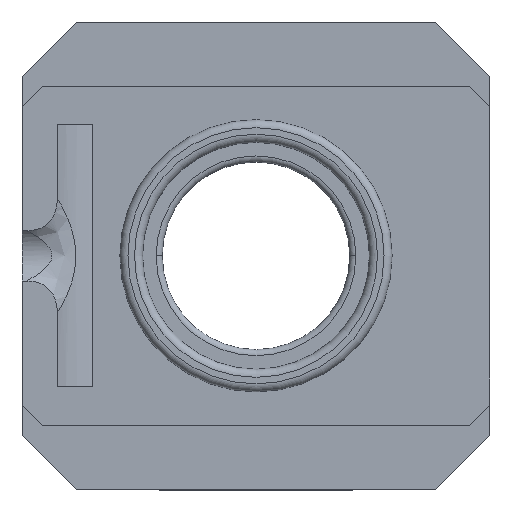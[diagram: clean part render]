
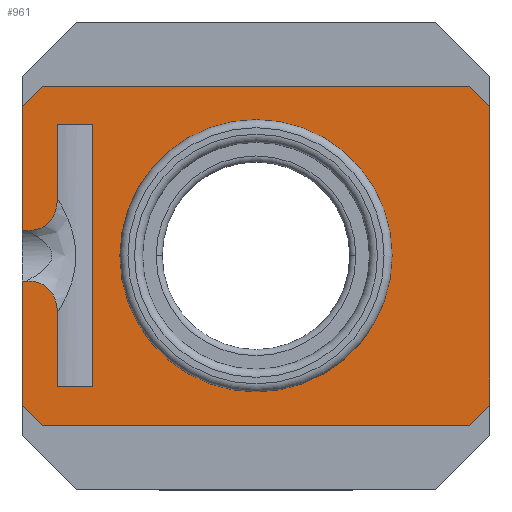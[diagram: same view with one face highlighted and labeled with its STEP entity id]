
A CAD part, top view. The second image highlights one B-rep face of the part: STEP entity #961.
In plain terms, the highlighted planar face has unit normal (0, 0, 1).
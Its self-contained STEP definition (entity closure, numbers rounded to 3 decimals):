
#386 = VERTEX_POINT('',#387);
#387 = CARTESIAN_POINT('',(11.6,7.4,0.));
#393 = EDGE_CURVE('',#386,#394,#396,.T.);
#394 = VERTEX_POINT('',#395);
#395 = CARTESIAN_POINT('',(11.6,-7.4,0.));
#396 = LINE('',#397,#398);
#397 = CARTESIAN_POINT('',(11.6,0.,0.));
#398 = VECTOR('',#399,1.);
#399 = DIRECTION('',(0.,-1.,0.));
#657 = VERTEX_POINT('',#658);
#658 = CARTESIAN_POINT('',(-11.6,-7.4,0.));
#664 = EDGE_CURVE('',#665,#657,#667,.T.);
#665 = VERTEX_POINT('',#666);
#666 = CARTESIAN_POINT('',(-11.6,-1.25,0.));
#667 = LINE('',#668,#669);
#668 = CARTESIAN_POINT('',(-11.6,0.,0.));
#669 = VECTOR('',#670,1.);
#670 = DIRECTION('',(0.,-1.,0.));
#682 = VERTEX_POINT('',#683);
#683 = CARTESIAN_POINT('',(-11.6,1.25,0.));
#690 = EDGE_CURVE('',#682,#691,#693,.T.);
#691 = VERTEX_POINT('',#692);
#692 = CARTESIAN_POINT('',(-11.6,7.4,0.));
#693 = LINE('',#694,#695);
#694 = CARTESIAN_POINT('',(-11.6,0.,0.));
#695 = VECTOR('',#696,1.);
#696 = DIRECTION('',(0.,1.,0.));
#941 = EDGE_CURVE('',#942,#386,#944,.T.);
#942 = VERTEX_POINT('',#943);
#943 = CARTESIAN_POINT('',(10.6,8.4,0.));
#944 = LINE('',#945,#946);
#945 = CARTESIAN_POINT('',(9.745,9.255,0.));
#946 = VECTOR('',#947,1.);
#947 = DIRECTION('',(0.707,-0.707,0.));
#961 = ADVANCED_FACE('',(#962,#1120),#1131,.T.);
#962 = FACE_BOUND('',#963,.T.);
#963 = EDGE_LOOP('',(#964,#965,#973,#981,#987,#988,#989,#997,#1003,#1004
    ,#1012,#1043,#1051,#1059,#1067,#1075,#1083,#1114));
#964 = ORIENTED_EDGE('',*,*,#664,.T.);
#965 = ORIENTED_EDGE('',*,*,#966,.F.);
#966 = EDGE_CURVE('',#967,#657,#969,.T.);
#967 = VERTEX_POINT('',#968);
#968 = CARTESIAN_POINT('',(-10.6,-8.4,0.));
#969 = LINE('',#970,#971);
#970 = CARTESIAN_POINT('',(-10.855,-8.145,0.));
#971 = VECTOR('',#972,1.);
#972 = DIRECTION('',(-0.707,0.707,0.));
#973 = ORIENTED_EDGE('',*,*,#974,.T.);
#974 = EDGE_CURVE('',#967,#975,#977,.T.);
#975 = VERTEX_POINT('',#976);
#976 = CARTESIAN_POINT('',(10.6,-8.4,0.));
#977 = LINE('',#978,#979);
#978 = CARTESIAN_POINT('',(-11.6,-8.4,0.));
#979 = VECTOR('',#980,1.);
#980 = DIRECTION('',(1.,0.,0.));
#981 = ORIENTED_EDGE('',*,*,#982,.T.);
#982 = EDGE_CURVE('',#975,#394,#983,.T.);
#983 = LINE('',#984,#985);
#984 = CARTESIAN_POINT('',(9.745,-9.255,0.));
#985 = VECTOR('',#986,1.);
#986 = DIRECTION('',(0.707,0.707,0.));
#987 = ORIENTED_EDGE('',*,*,#393,.F.);
#988 = ORIENTED_EDGE('',*,*,#941,.F.);
#989 = ORIENTED_EDGE('',*,*,#990,.F.);
#990 = EDGE_CURVE('',#991,#942,#993,.T.);
#991 = VERTEX_POINT('',#992);
#992 = CARTESIAN_POINT('',(-10.6,8.4,0.));
#993 = LINE('',#994,#995);
#994 = CARTESIAN_POINT('',(-11.6,8.4,0.));
#995 = VECTOR('',#996,1.);
#996 = DIRECTION('',(1.,0.,0.));
#997 = ORIENTED_EDGE('',*,*,#998,.T.);
#998 = EDGE_CURVE('',#991,#691,#999,.T.);
#999 = LINE('',#1000,#1001);
#1000 = CARTESIAN_POINT('',(-10.855,8.145,0.));
#1001 = VECTOR('',#1002,1.);
#1002 = DIRECTION('',(-0.707,-0.707,0.));
#1003 = ORIENTED_EDGE('',*,*,#690,.F.);
#1004 = ORIENTED_EDGE('',*,*,#1005,.F.);
#1005 = EDGE_CURVE('',#1006,#682,#1008,.T.);
#1006 = VERTEX_POINT('',#1007);
#1007 = CARTESIAN_POINT('',(-11.372,1.25,0.));
#1008 = LINE('',#1009,#1010);
#1009 = CARTESIAN_POINT('',(-8.5,1.25,0.));
#1010 = VECTOR('',#1011,1.);
#1011 = DIRECTION('',(-1.,0.,0.));
#1012 = ORIENTED_EDGE('',*,*,#1013,.F.);
#1013 = EDGE_CURVE('',#1014,#1006,#1016,.T.);
#1014 = VERTEX_POINT('',#1015);
#1015 = CARTESIAN_POINT('',(-9.85,2.828,0.));
#1016 = B_SPLINE_CURVE_WITH_KNOTS('',7,(#1017,#1018,#1019,#1020,#1021,
    #1022,#1023,#1024,#1025,#1026,#1027,#1028,#1029,#1030,#1031,#1032,
    #1033,#1034,#1035,#1036,#1037,#1038,#1039,#1040,#1041,#1042),
  .UNSPECIFIED.,.F.,.F.,(8,6,6,6,8),(0.,0.363,0.73,
    0.91,1.),.UNSPECIFIED.);
#1017 = CARTESIAN_POINT('',(-9.85,2.828,0.));
#1018 = CARTESIAN_POINT('',(-9.85,2.692,0.));
#1019 = CARTESIAN_POINT('',(-9.859,2.557,0.));
#1020 = CARTESIAN_POINT('',(-9.878,2.424,0.));
#1021 = CARTESIAN_POINT('',(-9.907,2.296,0.));
#1022 = CARTESIAN_POINT('',(-9.946,2.173,0.));
#1023 = CARTESIAN_POINT('',(-9.994,2.056,0.));
#1024 = CARTESIAN_POINT('',(-10.11,1.838,0.));
#1025 = CARTESIAN_POINT('',(-10.178,1.736,0.));
#1026 = CARTESIAN_POINT('',(-10.256,1.644,0.));
#1027 = CARTESIAN_POINT('',(-10.344,1.561,0.));
#1028 = CARTESIAN_POINT('',(-10.441,1.489,0.));
#1029 = CARTESIAN_POINT('',(-10.549,1.427,0.));
#1030 = CARTESIAN_POINT('',(-10.725,1.353,0.));
#1031 = CARTESIAN_POINT('',(-10.785,1.331,0.));
#1032 = CARTESIAN_POINT('',(-10.847,1.312,0.));
#1033 = CARTESIAN_POINT('',(-10.912,1.296,0.));
#1034 = CARTESIAN_POINT('',(-10.979,1.282,0.));
#1035 = CARTESIAN_POINT('',(-11.048,1.272,0.));
#1036 = CARTESIAN_POINT('',(-11.153,1.26,0.));
#1037 = CARTESIAN_POINT('',(-11.189,1.257,0.));
#1038 = CARTESIAN_POINT('',(-11.225,1.254,0.));
#1039 = CARTESIAN_POINT('',(-11.261,1.252,0.));
#1040 = CARTESIAN_POINT('',(-11.298,1.251,0.));
#1041 = CARTESIAN_POINT('',(-11.335,1.25,0.));
#1042 = CARTESIAN_POINT('',(-11.372,1.25,0.));
#1043 = ORIENTED_EDGE('',*,*,#1044,.T.);
#1044 = EDGE_CURVE('',#1014,#1045,#1047,.T.);
#1045 = VERTEX_POINT('',#1046);
#1046 = CARTESIAN_POINT('',(-9.85,6.5,0.));
#1047 = LINE('',#1048,#1049);
#1048 = CARTESIAN_POINT('',(-9.85,-6.5,0.));
#1049 = VECTOR('',#1050,1.);
#1050 = DIRECTION('',(0.,1.,0.));
#1051 = ORIENTED_EDGE('',*,*,#1052,.T.);
#1052 = EDGE_CURVE('',#1045,#1053,#1055,.T.);
#1053 = VERTEX_POINT('',#1054);
#1054 = CARTESIAN_POINT('',(-8.1,6.5,0.));
#1055 = LINE('',#1056,#1057);
#1056 = CARTESIAN_POINT('',(-9.85,6.5,0.));
#1057 = VECTOR('',#1058,1.);
#1058 = DIRECTION('',(1.,0.,0.));
#1059 = ORIENTED_EDGE('',*,*,#1060,.F.);
#1060 = EDGE_CURVE('',#1061,#1053,#1063,.T.);
#1061 = VERTEX_POINT('',#1062);
#1062 = CARTESIAN_POINT('',(-8.1,-6.5,0.));
#1063 = LINE('',#1064,#1065);
#1064 = CARTESIAN_POINT('',(-8.1,-6.5,0.));
#1065 = VECTOR('',#1066,1.);
#1066 = DIRECTION('',(0.,1.,0.));
#1067 = ORIENTED_EDGE('',*,*,#1068,.F.);
#1068 = EDGE_CURVE('',#1069,#1061,#1071,.T.);
#1069 = VERTEX_POINT('',#1070);
#1070 = CARTESIAN_POINT('',(-9.85,-6.5,0.));
#1071 = LINE('',#1072,#1073);
#1072 = CARTESIAN_POINT('',(-9.85,-6.5,0.));
#1073 = VECTOR('',#1074,1.);
#1074 = DIRECTION('',(1.,0.,0.));
#1075 = ORIENTED_EDGE('',*,*,#1076,.T.);
#1076 = EDGE_CURVE('',#1069,#1077,#1079,.T.);
#1077 = VERTEX_POINT('',#1078);
#1078 = CARTESIAN_POINT('',(-9.85,-2.828,0.));
#1079 = LINE('',#1080,#1081);
#1080 = CARTESIAN_POINT('',(-9.85,-6.5,0.));
#1081 = VECTOR('',#1082,1.);
#1082 = DIRECTION('',(0.,1.,0.));
#1083 = ORIENTED_EDGE('',*,*,#1084,.T.);
#1084 = EDGE_CURVE('',#1077,#1085,#1087,.T.);
#1085 = VERTEX_POINT('',#1086);
#1086 = CARTESIAN_POINT('',(-11.372,-1.25,0.));
#1087 = B_SPLINE_CURVE_WITH_KNOTS('',7,(#1088,#1089,#1090,#1091,#1092,
    #1093,#1094,#1095,#1096,#1097,#1098,#1099,#1100,#1101,#1102,#1103,
    #1104,#1105,#1106,#1107,#1108,#1109,#1110,#1111,#1112,#1113),
  .UNSPECIFIED.,.F.,.F.,(8,6,6,6,8),(0.,0.363,0.73,
    0.91,1.),.UNSPECIFIED.);
#1088 = CARTESIAN_POINT('',(-9.85,-2.828,0.));
#1089 = CARTESIAN_POINT('',(-9.85,-2.692,0.));
#1090 = CARTESIAN_POINT('',(-9.859,-2.557,0.));
#1091 = CARTESIAN_POINT('',(-9.878,-2.425,0.));
#1092 = CARTESIAN_POINT('',(-9.907,-2.296,0.));
#1093 = CARTESIAN_POINT('',(-9.946,-2.173,0.));
#1094 = CARTESIAN_POINT('',(-9.994,-2.056,0.));
#1095 = CARTESIAN_POINT('',(-10.11,-1.838,0.));
#1096 = CARTESIAN_POINT('',(-10.178,-1.736,0.));
#1097 = CARTESIAN_POINT('',(-10.256,-1.644,0.));
#1098 = CARTESIAN_POINT('',(-10.344,-1.561,0.));
#1099 = CARTESIAN_POINT('',(-10.441,-1.489,0.));
#1100 = CARTESIAN_POINT('',(-10.549,-1.427,0.));
#1101 = CARTESIAN_POINT('',(-10.725,-1.353,0.));
#1102 = CARTESIAN_POINT('',(-10.785,-1.331,0.));
#1103 = CARTESIAN_POINT('',(-10.847,-1.312,0.));
#1104 = CARTESIAN_POINT('',(-10.912,-1.296,0.));
#1105 = CARTESIAN_POINT('',(-10.979,-1.282,0.));
#1106 = CARTESIAN_POINT('',(-11.048,-1.272,0.));
#1107 = CARTESIAN_POINT('',(-11.153,-1.26,0.));
#1108 = CARTESIAN_POINT('',(-11.189,-1.257,0.));
#1109 = CARTESIAN_POINT('',(-11.225,-1.254,0.));
#1110 = CARTESIAN_POINT('',(-11.261,-1.252,0.));
#1111 = CARTESIAN_POINT('',(-11.298,-1.251,0.));
#1112 = CARTESIAN_POINT('',(-11.335,-1.25,0.));
#1113 = CARTESIAN_POINT('',(-11.372,-1.25,0.));
#1114 = ORIENTED_EDGE('',*,*,#1115,.T.);
#1115 = EDGE_CURVE('',#1085,#665,#1116,.T.);
#1116 = LINE('',#1117,#1118);
#1117 = CARTESIAN_POINT('',(-8.5,-1.25,0.));
#1118 = VECTOR('',#1119,1.);
#1119 = DIRECTION('',(-1.,0.,0.));
#1120 = FACE_BOUND('',#1121,.T.);
#1121 = EDGE_LOOP('',(#1122));
#1122 = ORIENTED_EDGE('',*,*,#1123,.F.);
#1123 = EDGE_CURVE('',#1124,#1124,#1126,.T.);
#1124 = VERTEX_POINT('',#1125);
#1125 = CARTESIAN_POINT('',(6.75,0.,0.));
#1126 = CIRCLE('',#1127,6.75);
#1127 = AXIS2_PLACEMENT_3D('',#1128,#1129,#1130);
#1128 = CARTESIAN_POINT('',(0.,0.,0.));
#1129 = DIRECTION('',(0.,0.,1.));
#1130 = DIRECTION('',(1.,0.,0.));
#1131 = PLANE('',#1132);
#1132 = AXIS2_PLACEMENT_3D('',#1133,#1134,#1135);
#1133 = CARTESIAN_POINT('',(-2.219,0.,0.));
#1134 = DIRECTION('',(0.,0.,1.));
#1135 = DIRECTION('',(0.,1.,0.));
